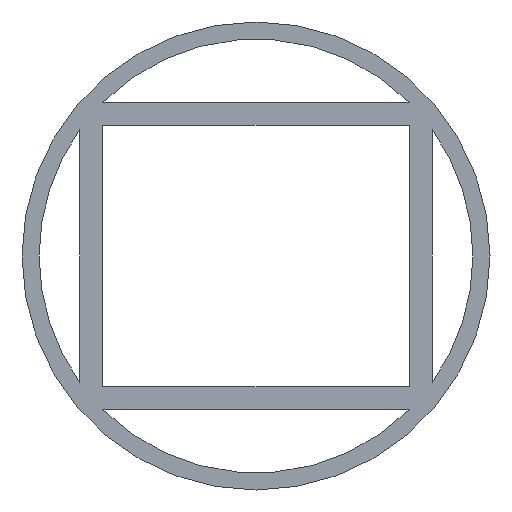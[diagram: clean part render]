
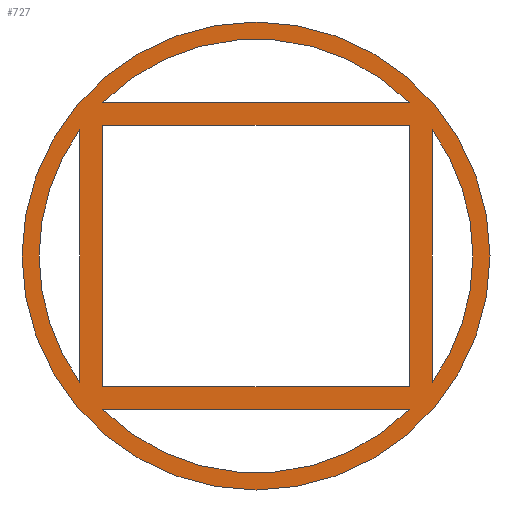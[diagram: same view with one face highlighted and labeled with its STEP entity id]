
A CAD part, front view. The second image highlights one B-rep face of the part: STEP entity #727.
In plain terms, the highlighted planar face has unit normal (0, -1, 0).
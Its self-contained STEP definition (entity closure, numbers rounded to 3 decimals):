
#21=FACE_BOUND('',#239,.T.);
#22=FACE_BOUND('',#240,.T.);
#23=FACE_BOUND('',#241,.T.);
#24=FACE_BOUND('',#242,.T.);
#25=FACE_BOUND('',#243,.T.);
#34=LINE('',#1119,#87);
#38=LINE('',#1127,#91);
#41=LINE('',#1133,#94);
#44=LINE('',#1138,#97);
#48=LINE('',#1152,#101);
#54=LINE('',#1168,#107);
#60=LINE('',#1184,#113);
#66=LINE('',#1200,#119);
#87=VECTOR('',#884,10.);
#91=VECTOR('',#890,10.);
#94=VECTOR('',#895,10.);
#97=VECTOR('',#900,10.);
#101=VECTOR('',#912,10.);
#107=VECTOR('',#926,10.);
#113=VECTOR('',#940,10.);
#119=VECTOR('',#954,10.);
#192=FACE_OUTER_BOUND('',#238,.T.);
#238=EDGE_LOOP('',(#656));
#239=EDGE_LOOP('',(#657,#658));
#240=EDGE_LOOP('',(#659,#660));
#241=EDGE_LOOP('',(#661,#662));
#242=EDGE_LOOP('',(#663,#664,#665,#666));
#243=EDGE_LOOP('',(#667,#668));
#272=CIRCLE('',#793,37.996);
#277=CIRCLE('',#800,37.996);
#282=CIRCLE('',#807,37.996);
#291=CIRCLE('',#826,37.996);
#293=CIRCLE('',#829,40.996);
#314=VERTEX_POINT('',#1117);
#315=VERTEX_POINT('',#1118);
#318=VERTEX_POINT('',#1126);
#320=VERTEX_POINT('',#1132);
#326=VERTEX_POINT('',#1150);
#327=VERTEX_POINT('',#1151);
#332=VERTEX_POINT('',#1166);
#333=VERTEX_POINT('',#1167);
#338=VERTEX_POINT('',#1182);
#339=VERTEX_POINT('',#1183);
#344=VERTEX_POINT('',#1198);
#345=VERTEX_POINT('',#1199);
#359=VERTEX_POINT('',#1272);
#380=EDGE_CURVE('',#314,#315,#34,.T.);
#384=EDGE_CURVE('',#318,#314,#38,.T.);
#387=EDGE_CURVE('',#320,#318,#41,.T.);
#390=EDGE_CURVE('',#315,#320,#44,.T.);
#396=EDGE_CURVE('',#326,#327,#48,.T.);
#404=EDGE_CURVE('',#332,#333,#54,.T.);
#412=EDGE_CURVE('',#338,#339,#60,.T.);
#420=EDGE_CURVE('',#344,#345,#66,.T.);
#433=EDGE_CURVE('',#327,#326,#272,.T.);
#439=EDGE_CURVE('',#333,#332,#277,.T.);
#445=EDGE_CURVE('',#339,#338,#282,.T.);
#459=EDGE_CURVE('',#345,#344,#291,.T.);
#462=EDGE_CURVE('',#359,#359,#293,.T.);
#656=ORIENTED_EDGE('',*,*,#462,.F.);
#657=ORIENTED_EDGE('',*,*,#459,.F.);
#658=ORIENTED_EDGE('',*,*,#420,.F.);
#659=ORIENTED_EDGE('',*,*,#396,.F.);
#660=ORIENTED_EDGE('',*,*,#433,.F.);
#661=ORIENTED_EDGE('',*,*,#404,.F.);
#662=ORIENTED_EDGE('',*,*,#439,.F.);
#663=ORIENTED_EDGE('',*,*,#390,.F.);
#664=ORIENTED_EDGE('',*,*,#380,.F.);
#665=ORIENTED_EDGE('',*,*,#384,.F.);
#666=ORIENTED_EDGE('',*,*,#387,.F.);
#667=ORIENTED_EDGE('',*,*,#412,.F.);
#668=ORIENTED_EDGE('',*,*,#445,.F.);
#687=PLANE('',#831);
#727=ADVANCED_FACE('',(#192,#21,#22,#23,#24,#25),#687,.F.);
#793=AXIS2_PLACEMENT_3D('',#1219,#981,#982);
#800=AXIS2_PLACEMENT_3D('',#1229,#996,#997);
#807=AXIS2_PLACEMENT_3D('',#1239,#1011,#1012);
#826=AXIS2_PLACEMENT_3D('',#1268,#1054,#1055);
#829=AXIS2_PLACEMENT_3D('',#1274,#1061,#1062);
#831=AXIS2_PLACEMENT_3D('',#1276,#1065,#1066);
#884=DIRECTION('',(1.,0.,0.));
#890=DIRECTION('',(0.,0.,-1.));
#895=DIRECTION('',(-1.,0.,0.));
#900=DIRECTION('',(0.,0.,1.));
#912=DIRECTION('',(1.,0.,0.));
#926=DIRECTION('',(0.,0.,1.));
#940=DIRECTION('',(-1.,0.,0.));
#954=DIRECTION('',(0.,0.,-1.));
#981=DIRECTION('center_axis',(0.,-1.,0.));
#982=DIRECTION('ref_axis',(1.,0.,0.));
#996=DIRECTION('center_axis',(0.,-1.,0.));
#997=DIRECTION('ref_axis',(1.,0.,0.));
#1011=DIRECTION('center_axis',(0.,-1.,0.));
#1012=DIRECTION('ref_axis',(1.,0.,0.));
#1054=DIRECTION('center_axis',(0.,-1.,0.));
#1055=DIRECTION('ref_axis',(1.,0.,0.));
#1061=DIRECTION('center_axis',(0.,1.,0.));
#1062=DIRECTION('ref_axis',(1.,0.,0.));
#1065=DIRECTION('center_axis',(0.,1.,0.));
#1066=DIRECTION('ref_axis',(1.,0.,0.));
#1117=CARTESIAN_POINT('',(-26.875,0.,-22.875));
#1118=CARTESIAN_POINT('',(26.875,0.,-22.875));
#1119=CARTESIAN_POINT('',(26.875,0.,-22.875));
#1126=CARTESIAN_POINT('',(-26.875,0.,22.875));
#1127=CARTESIAN_POINT('',(-26.875,0.,-22.875));
#1132=CARTESIAN_POINT('',(26.875,0.,22.875));
#1133=CARTESIAN_POINT('',(-26.875,0.,22.875));
#1138=CARTESIAN_POINT('',(26.875,0.,22.875));
#1150=CARTESIAN_POINT('',(-26.86,0.,26.875));
#1151=CARTESIAN_POINT('',(26.86,0.,26.875));
#1152=CARTESIAN_POINT('',(-30.875,0.,26.875));
#1166=CARTESIAN_POINT('',(-30.875,0.,-22.146));
#1167=CARTESIAN_POINT('',(-30.875,0.,22.146));
#1168=CARTESIAN_POINT('',(-30.875,0.,-26.875));
#1182=CARTESIAN_POINT('',(26.86,0.,-26.875));
#1183=CARTESIAN_POINT('',(-26.86,0.,-26.875));
#1184=CARTESIAN_POINT('',(30.875,0.,-26.875));
#1198=CARTESIAN_POINT('',(30.875,0.,22.146));
#1199=CARTESIAN_POINT('',(30.875,0.,-22.146));
#1200=CARTESIAN_POINT('',(30.875,0.,26.875));
#1219=CARTESIAN_POINT('Origin',(0.,0.,0.));
#1229=CARTESIAN_POINT('Origin',(0.,0.,0.));
#1239=CARTESIAN_POINT('Origin',(0.,0.,0.));
#1268=CARTESIAN_POINT('Origin',(0.,0.,0.));
#1272=CARTESIAN_POINT('',(-40.996,0.,0.));
#1274=CARTESIAN_POINT('Origin',(0.,0.,0.));
#1276=CARTESIAN_POINT('Origin',(0.,0.,0.));
